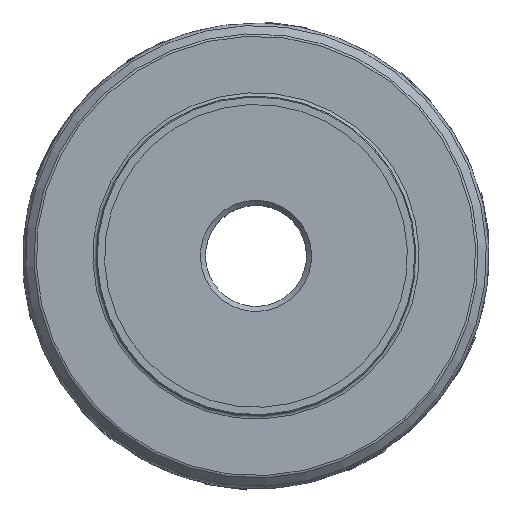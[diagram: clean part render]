
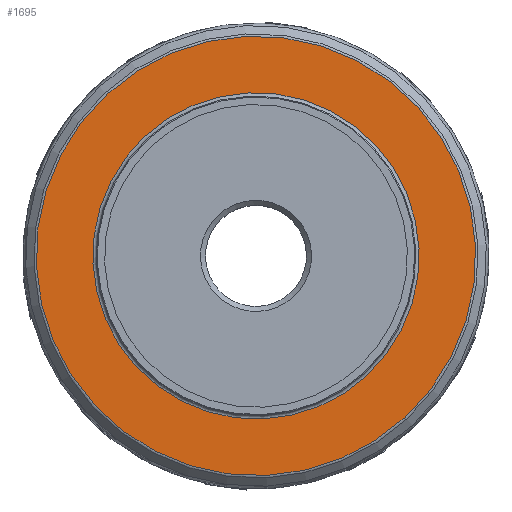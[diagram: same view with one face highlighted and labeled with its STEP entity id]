
A CAD part, top view. The second image highlights one B-rep face of the part: STEP entity #1695.
In plain terms, the highlighted planar face has unit normal (0, 0, 1).
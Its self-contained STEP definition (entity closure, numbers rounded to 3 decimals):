
#171=PLANE('',#5868);
#1695=ADVANCED_FACE('',(#1944,#1945),#171,.T.);
#1944=FACE_BOUND('',#2061,.T.);
#1945=FACE_BOUND('',#2062,.T.);
#2061=EDGE_LOOP('',(#2887));
#2062=EDGE_LOOP('',(#2888));
#2349=CIRCLE('',#5866,97.);
#2350=CIRCLE('',#5867,130.623);
#2887=ORIENTED_EDGE('',*,*,#4908,.T.);
#2888=ORIENTED_EDGE('',*,*,#4909,.T.);
#4285=VERTEX_POINT('',#9094);
#4286=VERTEX_POINT('',#9096);
#4908=EDGE_CURVE('',#4285,#4285,#2349,.T.);
#4909=EDGE_CURVE('',#4286,#4286,#2350,.T.);
#5866=AXIS2_PLACEMENT_3D('',#9093,#6568,#6569);
#5867=AXIS2_PLACEMENT_3D('',#9095,#6570,#6571);
#5868=AXIS2_PLACEMENT_3D('',#9097,#6572,#6573);
#6568=DIRECTION('',(0.,0.,-1.));
#6569=DIRECTION('',(0.976,0.22,0.));
#6570=DIRECTION('',(0.,0.,1.));
#6571=DIRECTION('',(0.976,0.22,0.));
#6572=DIRECTION('',(0.,0.,1.));
#6573=DIRECTION('',(0.976,0.22,0.));
#9093=CARTESIAN_POINT('',(0.,0.,
-8.));
#9094=CARTESIAN_POINT('',(94.627,21.325,-8.));
#9095=CARTESIAN_POINT('',(0.,0.,
-8.));
#9096=CARTESIAN_POINT('',(127.427,28.717,-8.));
#9097=CARTESIAN_POINT('',(-131.452,0.,-8.));
